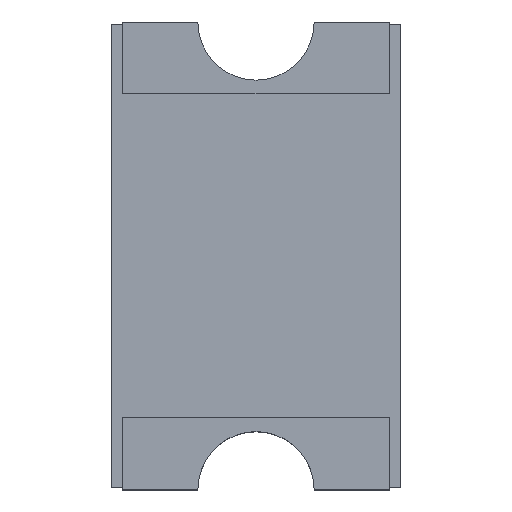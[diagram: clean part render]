
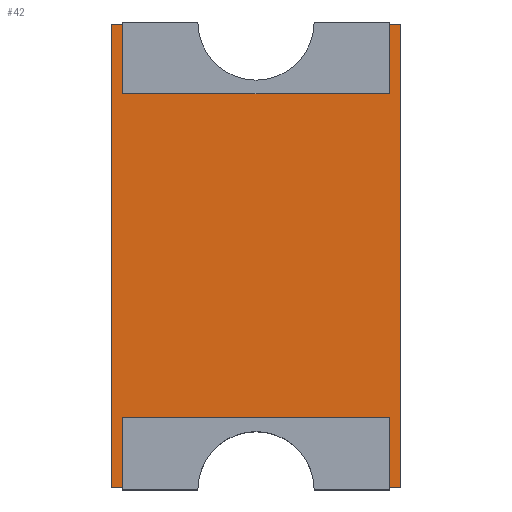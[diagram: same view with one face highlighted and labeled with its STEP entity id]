
A CAD part, top view. The second image highlights one B-rep face of the part: STEP entity #42.
In plain terms, the highlighted planar face has unit normal (0, 0, 1).
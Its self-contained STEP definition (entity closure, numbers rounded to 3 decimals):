
#3 = VERTEX_POINT ( 'NONE', #703 ) ;
#9 = LINE ( 'NONE', #1434, #1026 ) ;
#32 = CARTESIAN_POINT ( 'NONE',  ( 0., 0.7, 0.58 ) ) ;
#42 = ADVANCED_FACE ( 'NONE', ( #473 ), #988, .T. ) ;
#76 = VECTOR ( 'NONE', #508, 1000. ) ;
#78 = ORIENTED_EDGE ( 'NONE', *, *, #1674, .F. ) ;
#116 = VERTEX_POINT ( 'NONE', #1659 ) ;
#139 = LINE ( 'NONE', #366, #837 ) ;
#183 = VECTOR ( 'NONE', #1039, 1000. ) ;
#187 = ORIENTED_EDGE ( 'NONE', *, *, #1704, .T. ) ;
#222 = LINE ( 'NONE', #728, #716 ) ;
#232 = EDGE_CURVE ( 'NONE', #1286, #643, #1302, .T. ) ;
#235 = CARTESIAN_POINT ( 'NONE',  ( -0.625, 1., 0.58 ) ) ;
#269 = VECTOR ( 'NONE', #1326, 1000. ) ;
#278 = ORIENTED_EDGE ( 'NONE', *, *, #423, .T. ) ;
#289 = EDGE_CURVE ( 'NONE', #116, #622, #1344, .T. ) ;
#299 = CARTESIAN_POINT ( 'NONE',  ( -0.625, -1., 0.58 ) ) ;
#345 = ORIENTED_EDGE ( 'NONE', *, *, #1250, .F. ) ;
#347 = EDGE_CURVE ( 'NONE', #839, #643, #1007, .T. ) ;
#366 = CARTESIAN_POINT ( 'NONE',  ( -0.625, 1., 0.58 ) ) ;
#379 = DIRECTION ( 'NONE',  ( 1., 0., 0. ) ) ;
#394 = ORIENTED_EDGE ( 'NONE', *, *, #347, .T. ) ;
#395 = CARTESIAN_POINT ( 'NONE',  ( 0.625, 1., 0.58 ) ) ;
#423 = EDGE_CURVE ( 'NONE', #594, #622, #823, .T. ) ;
#427 = ORIENTED_EDGE ( 'NONE', *, *, #1508, .T. ) ;
#432 = DIRECTION ( 'NONE',  ( 0., 1., 0. ) ) ;
#473 = FACE_OUTER_BOUND ( 'NONE', #956, .T. ) ;
#497 = VECTOR ( 'NONE', #1023, 1000. ) ;
#498 = EDGE_CURVE ( 'NONE', #1398, #1209, #1645, .T. ) ;
#508 = DIRECTION ( 'NONE',  ( 0., -1., 0. ) ) ;
#548 = ORIENTED_EDGE ( 'NONE', *, *, #498, .T. ) ;
#555 = VECTOR ( 'NONE', #432, 1000. ) ;
#573 = CARTESIAN_POINT ( 'NONE',  ( 0., -1., 0.58 ) ) ;
#594 = VERTEX_POINT ( 'NONE', #395 ) ;
#622 = VERTEX_POINT ( 'NONE', #911 ) ;
#643 = VERTEX_POINT ( 'NONE', #1321 ) ;
#648 = DIRECTION ( 'NONE',  ( 1., 0., 0. ) ) ;
#670 = CARTESIAN_POINT ( 'NONE',  ( 0.251, 1., 0.58 ) ) ;
#692 = ORIENTED_EDGE ( 'NONE', *, *, #232, .F. ) ;
#693 = EDGE_CURVE ( 'NONE', #773, #116, #1411, .T. ) ;
#703 = CARTESIAN_POINT ( 'NONE',  ( 0.575, -0.7, 0.58 ) ) ;
#716 = VECTOR ( 'NONE', #1221, 1000. ) ;
#728 = CARTESIAN_POINT ( 'NONE',  ( -0.575, -1., 0.58 ) ) ;
#741 = VECTOR ( 'NONE', #1173, 1000. ) ;
#750 = AXIS2_PLACEMENT_3D ( 'NONE', #573, #1349, #997 ) ;
#761 = CARTESIAN_POINT ( 'NONE',  ( -0.625, 1., 0.58 ) ) ;
#770 = CARTESIAN_POINT ( 'NONE',  ( -0.575, -1., 0.58 ) ) ;
#773 = VERTEX_POINT ( 'NONE', #1449 ) ;
#785 = VECTOR ( 'NONE', #1631, 1000. ) ;
#820 = LINE ( 'NONE', #1597, #555 ) ;
#823 = LINE ( 'NONE', #670, #741 ) ;
#833 = EDGE_CURVE ( 'NONE', #1398, #3, #820, .T. ) ;
#837 = VECTOR ( 'NONE', #1274, 1000. ) ;
#839 = VERTEX_POINT ( 'NONE', #299 ) ;
#907 = CARTESIAN_POINT ( 'NONE',  ( -0.625, -1., 0.58 ) ) ;
#911 = CARTESIAN_POINT ( 'NONE',  ( 0.575, 1., 0.58 ) ) ;
#925 = CARTESIAN_POINT ( 'NONE',  ( 0.575, -1., 0.58 ) ) ;
#956 = EDGE_LOOP ( 'NONE', ( #692, #345, #973, #548, #427, #278, #1127, #1571, #78, #1609, #187, #394 ) ) ;
#973 = ORIENTED_EDGE ( 'NONE', *, *, #833, .F. ) ;
#988 = PLANE ( 'NONE',  #750 ) ;
#997 = DIRECTION ( 'NONE',  ( 1., 0., 0. ) ) ;
#1007 = LINE ( 'NONE', #907, #1200 ) ;
#1023 = DIRECTION ( 'NONE',  ( 0., -1., 0. ) ) ;
#1026 = VECTOR ( 'NONE', #1185, 1000. ) ;
#1039 = DIRECTION ( 'NONE',  ( 0., 1., 0. ) ) ;
#1045 = EDGE_CURVE ( 'NONE', #1678, #1100, #139, .T. ) ;
#1052 = CARTESIAN_POINT ( 'NONE',  ( 0.251, -1., 0.58 ) ) ;
#1100 = VERTEX_POINT ( 'NONE', #761 ) ;
#1117 = CARTESIAN_POINT ( 'NONE',  ( 0., -0.7, 0.58 ) ) ;
#1118 = LINE ( 'NONE', #1117, #785 ) ;
#1127 = ORIENTED_EDGE ( 'NONE', *, *, #289, .F. ) ;
#1173 = DIRECTION ( 'NONE',  ( -1., 0., 0. ) ) ;
#1185 = DIRECTION ( 'NONE',  ( 0., 1., 0. ) ) ;
#1194 = LINE ( 'NONE', #235, #76 ) ;
#1200 = VECTOR ( 'NONE', #648, 1000. ) ;
#1209 = VERTEX_POINT ( 'NONE', #1503 ) ;
#1221 = DIRECTION ( 'NONE',  ( 0., -1., 0. ) ) ;
#1250 = EDGE_CURVE ( 'NONE', #3, #1286, #1118, .T. ) ;
#1274 = DIRECTION ( 'NONE',  ( -1., 0., 0. ) ) ;
#1286 = VERTEX_POINT ( 'NONE', #1531 ) ;
#1300 = VECTOR ( 'NONE', #379, 1000. ) ;
#1302 = LINE ( 'NONE', #770, #497 ) ;
#1321 = CARTESIAN_POINT ( 'NONE',  ( -0.575, -1., 0.58 ) ) ;
#1326 = DIRECTION ( 'NONE',  ( 1., 0., 0. ) ) ;
#1344 = LINE ( 'NONE', #1524, #183 ) ;
#1349 = DIRECTION ( 'NONE',  ( 0., 0., 1. ) ) ;
#1363 = CARTESIAN_POINT ( 'NONE',  ( -0.575, 1., 0.58 ) ) ;
#1398 = VERTEX_POINT ( 'NONE', #925 ) ;
#1411 = LINE ( 'NONE', #32, #269 ) ;
#1434 = CARTESIAN_POINT ( 'NONE',  ( 0.625, 1., 0.58 ) ) ;
#1449 = CARTESIAN_POINT ( 'NONE',  ( -0.575, 0.7, 0.58 ) ) ;
#1503 = CARTESIAN_POINT ( 'NONE',  ( 0.625, -1., 0.58 ) ) ;
#1508 = EDGE_CURVE ( 'NONE', #1209, #594, #9, .T. ) ;
#1524 = CARTESIAN_POINT ( 'NONE',  ( 0.575, -1., 0.58 ) ) ;
#1531 = CARTESIAN_POINT ( 'NONE',  ( -0.575, -0.7, 0.58 ) ) ;
#1571 = ORIENTED_EDGE ( 'NONE', *, *, #693, .F. ) ;
#1597 = CARTESIAN_POINT ( 'NONE',  ( 0.575, -1., 0.58 ) ) ;
#1609 = ORIENTED_EDGE ( 'NONE', *, *, #1045, .T. ) ;
#1631 = DIRECTION ( 'NONE',  ( -1., 0., 0. ) ) ;
#1645 = LINE ( 'NONE', #1052, #1300 ) ;
#1659 = CARTESIAN_POINT ( 'NONE',  ( 0.575, 0.7, 0.58 ) ) ;
#1674 = EDGE_CURVE ( 'NONE', #1678, #773, #222, .T. ) ;
#1678 = VERTEX_POINT ( 'NONE', #1363 ) ;
#1704 = EDGE_CURVE ( 'NONE', #1100, #839, #1194, .T. ) ;
